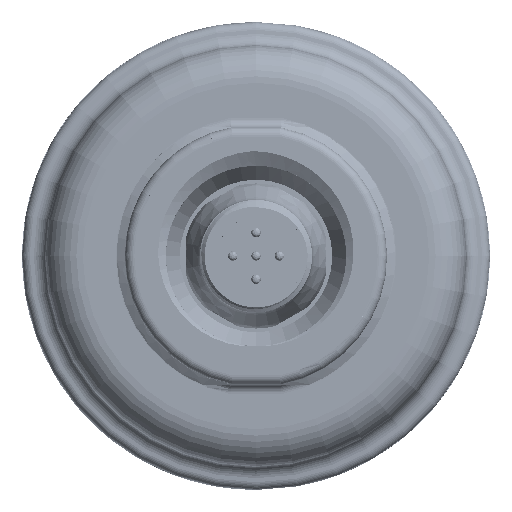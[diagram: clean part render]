
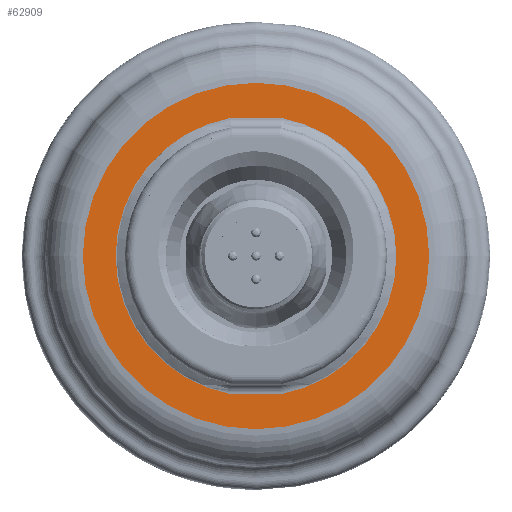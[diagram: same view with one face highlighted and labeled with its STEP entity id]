
A CAD part, front view. The second image highlights one B-rep face of the part: STEP entity #62909.
In plain terms, the highlighted planar face has unit normal (0, -1, 0).
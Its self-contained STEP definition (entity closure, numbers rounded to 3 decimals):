
#38682=CARTESIAN_POINT('',(0.,-3.,0.));
#38683=DIRECTION('',(0.,-1.,0.));
#38684=DIRECTION('',(-0.182,0.,0.983));
#38685=AXIS2_PLACEMENT_3D('',#38682,#38683,#38684);
#38687=DIRECTION('',(1.,0.,0.));
#38688=VECTOR('',#38687,5.454);
#38689=CARTESIAN_POINT('',(-2.727,-3.,-14.75));
#38690=LINE('',#38689,#38688);
#38691=CARTESIAN_POINT('',(0.,-3.,0.));
#38692=DIRECTION('',(0.,-1.,0.));
#38693=DIRECTION('',(0.182,0.,-0.983));
#38694=AXIS2_PLACEMENT_3D('',#38691,#38692,#38693);
#38696=DIRECTION('',(-1.,0.,0.));
#38697=VECTOR('',#38696,5.454);
#38698=CARTESIAN_POINT('',(2.727,-3.,14.75));
#38699=LINE('',#38698,#38697);
#38700=CARTESIAN_POINT('',(0.,-3.,0.));
#38701=DIRECTION('',(0.,-1.,0.));
#38702=DIRECTION('',(0.,0.,-1.));
#38703=AXIS2_PLACEMENT_3D('',#38700,#38701,#38702);
#38705=CARTESIAN_POINT('',(0.,-3.,0.));
#38706=DIRECTION('',(0.,-1.,0.));
#38707=DIRECTION('',(0.,0.,1.));
#38708=AXIS2_PLACEMENT_3D('',#38705,#38706,#38707);
#41882=CARTESIAN_POINT('',(-2.727,-3.,14.75));
#41883=CARTESIAN_POINT('',(-2.727,-3.,-14.75));
#41884=VERTEX_POINT('',#41882);
#41885=VERTEX_POINT('',#41883);
#41890=CARTESIAN_POINT('',(2.727,-3.,-14.75));
#41891=CARTESIAN_POINT('',(2.727,-3.,14.75));
#41892=VERTEX_POINT('',#41890);
#41893=VERTEX_POINT('',#41891);
#42250=CARTESIAN_POINT('',(0.,-3.,-18.5));
#42251=CARTESIAN_POINT('',(0.,-3.,18.5));
#42252=VERTEX_POINT('',#42250);
#42253=VERTEX_POINT('',#42251);
#62890=CARTESIAN_POINT('',(0.,-3.,0.));
#62891=DIRECTION('',(0.,-1.,0.));
#62892=DIRECTION('',(0.,0.,1.));
#62893=AXIS2_PLACEMENT_3D('',#62890,#62891,#62892);
#62894=PLANE('',#62893);
#62896=ORIENTED_EDGE('',*,*,#62895,.F.);
#62898=ORIENTED_EDGE('',*,*,#62897,.F.);
#62899=EDGE_LOOP('',(#62896,#62898));
#62900=FACE_OUTER_BOUND('',#62899,.F.);
#62902=ORIENTED_EDGE('',*,*,#62901,.T.);
#62903=ORIENTED_EDGE('',*,*,#62868,.T.);
#62904=ORIENTED_EDGE('',*,*,#62881,.T.);
#62906=ORIENTED_EDGE('',*,*,#62905,.T.);
#62907=EDGE_LOOP('',(#62902,#62903,#62904,#62906));
#62908=FACE_BOUND('',#62907,.F.);
#62909=ADVANCED_FACE('',(#62900,#62908),#62894,.T.);
#38686=CIRCLE('',#38685,15.);
#38695=CIRCLE('',#38694,15.);
#38704=CIRCLE('',#38703,18.5);
#38709=CIRCLE('',#38708,18.5);
#62868=EDGE_CURVE('',#41885,#41892,#38690,.T.);
#62881=EDGE_CURVE('',#41892,#41893,#38695,.T.);
#62895=EDGE_CURVE('',#42252,#42253,#38704,.T.);
#62897=EDGE_CURVE('',#42253,#42252,#38709,.T.);
#62901=EDGE_CURVE('',#41884,#41885,#38686,.T.);
#62905=EDGE_CURVE('',#41893,#41884,#38699,.T.);
